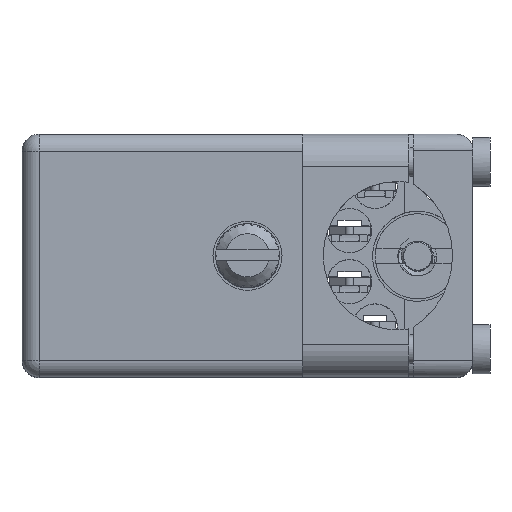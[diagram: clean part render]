
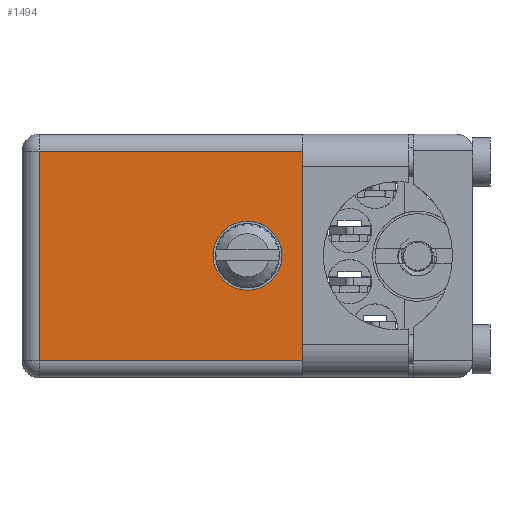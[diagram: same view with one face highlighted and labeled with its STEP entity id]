
A CAD part, top view. The second image highlights one B-rep face of the part: STEP entity #1494.
In plain terms, the highlighted face is planar.
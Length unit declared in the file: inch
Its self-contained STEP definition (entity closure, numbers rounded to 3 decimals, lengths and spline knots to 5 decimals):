
#1494 = ADVANCED_FACE ( 'NONE', ( #93816, #23976 ), #152069, .T. ) ;
#1611 = ORIENTED_EDGE ( 'NONE', *, *, #41283, .T. ) ;
#4937 = CARTESIAN_POINT ( 'NONE',  ( 0.2025, 0.806, 0.245 ) ) ;
#8177 = LINE ( 'NONE', #172681, #77932 ) ;
#13667 = CARTESIAN_POINT ( 'NONE',  ( 0.4875, 0.806, 0.3075 ) ) ;
#16028 = VECTOR ( 'NONE', #138679, 39.37008 ) ;
#16310 = DIRECTION ( 'NONE',  ( -1., 0., 0. ) ) ;
#18783 = VECTOR ( 'NONE', #145763, 39.37008 ) ;
#21770 = VERTEX_POINT ( 'NONE', #60836 ) ;
#22515 = EDGE_CURVE ( 'NONE', #108477, #156520, #8177, .T. ) ;
#23976 = FACE_BOUND ( 'NONE', #166294, .T. ) ;
#27507 = VECTOR ( 'NONE', #180249, 39.37008 ) ;
#29770 = DIRECTION ( 'NONE',  ( 1., 0., 0. ) ) ;
#29978 = CARTESIAN_POINT ( 'NONE',  ( 0., 0.806, 0.1015 ) ) ;
#33461 = CARTESIAN_POINT ( 'NONE',  ( 0.2025, 0.806, -0.245 ) ) ;
#40668 = CARTESIAN_POINT ( 'NONE',  ( -0.6125, 0.806, -0.3575 ) ) ;
#41283 = EDGE_CURVE ( 'NONE', #102082, #108477, #47979, .T. ) ;
#42924 = ORIENTED_EDGE ( 'NONE', *, *, #141882, .F. ) ;
#47979 = LINE ( 'NONE', #4937, #165820 ) ;
#49749 = VERTEX_POINT ( 'NONE', #119331 ) ;
#51364 = VERTEX_POINT ( 'NONE', #79272 ) ;
#53612 = LINE ( 'NONE', #13667, #125940 ) ;
#60836 = CARTESIAN_POINT ( 'NONE',  ( -0.6125, 0.806, 0.3075 ) ) ;
#61253 = AXIS2_PLACEMENT_3D ( 'NONE', #129699, #174726, #190228 ) ;
#62523 = EDGE_CURVE ( 'NONE', #49749, #173494, #81184, .T. ) ;
#66250 = CARTESIAN_POINT ( 'NONE',  ( 0.4875, 0.806, 0.3075 ) ) ;
#66664 = LINE ( 'NONE', #130398, #18783 ) ;
#67901 = CARTESIAN_POINT ( 'NONE',  ( 0.4875, 0.806, -0.245 ) ) ;
#77932 = VECTOR ( 'NONE', #192720, 39.37008 ) ;
#79272 = CARTESIAN_POINT ( 'NONE',  ( 0.4875, 0.806, -0.3075 ) ) ;
#81184 = CIRCLE ( 'NONE', #61253, 0.1015 ) ;
#84347 = CARTESIAN_POINT ( 'NONE',  ( 0., 0.806, 0. ) ) ;
#85041 = DIRECTION ( 'NONE',  ( 0., 0., 1. ) ) ;
#85880 = EDGE_CURVE ( 'NONE', #124382, #102082, #112082, .T. ) ;
#88448 = ORIENTED_EDGE ( 'NONE', *, *, #127450, .F. ) ;
#93816 = FACE_OUTER_BOUND ( 'NONE', #156180, .T. ) ;
#97796 = LINE ( 'NONE', #170347, #16028 ) ;
#98271 = ORIENTED_EDGE ( 'NONE', *, *, #155169, .T. ) ;
#102082 = VERTEX_POINT ( 'NONE', #168007 ) ;
#103868 = ORIENTED_EDGE ( 'NONE', *, *, #62523, .F. ) ;
#108477 = VERTEX_POINT ( 'NONE', #33461 ) ;
#112082 = LINE ( 'NONE', #118815, #114364 ) ;
#113753 = CARTESIAN_POINT ( 'NONE',  ( 0.4875, 0.806, 0.245 ) ) ;
#114364 = VECTOR ( 'NONE', #196690, 39.37008 ) ;
#118815 = CARTESIAN_POINT ( 'NONE',  ( 0.2025, 0.806, 0.245 ) ) ;
#119331 = CARTESIAN_POINT ( 'NONE',  ( 0., 0.806, -0.1015 ) ) ;
#122568 = DIRECTION ( 'NONE',  ( 0., 1., 0. ) ) ;
#122977 = EDGE_CURVE ( 'NONE', #21770, #157220, #53612, .T. ) ;
#123219 = CARTESIAN_POINT ( 'NONE',  ( -0.6625, 0.806, -0.3575 ) ) ;
#124382 = VERTEX_POINT ( 'NONE', #113753 ) ;
#124869 = VECTOR ( 'NONE', #85041, 39.37008 ) ;
#125047 = CARTESIAN_POINT ( 'NONE',  ( -0.6125, 0.806, -0.3075 ) ) ;
#125940 = VECTOR ( 'NONE', #29770, 39.37008 ) ;
#127450 = EDGE_CURVE ( 'NONE', #124382, #157220, #97796, .T. ) ;
#128990 = ORIENTED_EDGE ( 'NONE', *, *, #22515, .T. ) ;
#129699 = CARTESIAN_POINT ( 'NONE',  ( 0., 0.806, 0. ) ) ;
#130398 = CARTESIAN_POINT ( 'NONE',  ( -0.6625, 0.806, -0.3075 ) ) ;
#133418 = LINE ( 'NONE', #133817, #27507 ) ;
#133817 = CARTESIAN_POINT ( 'NONE',  ( 0.4875, 0.806, -0.3575 ) ) ;
#135822 = ORIENTED_EDGE ( 'NONE', *, *, #141329, .T. ) ;
#138679 = DIRECTION ( 'NONE',  ( 0., 0., 1. ) ) ;
#141329 = EDGE_CURVE ( 'NONE', #51364, #172953, #66664, .T. ) ;
#141882 = EDGE_CURVE ( 'NONE', #173494, #49749, #153192, .T. ) ;
#145763 = DIRECTION ( 'NONE',  ( -1., 0., 0. ) ) ;
#150484 = ORIENTED_EDGE ( 'NONE', *, *, #85880, .T. ) ;
#152069 = PLANE ( 'NONE',  #155887 ) ;
#153192 = CIRCLE ( 'NONE', #165442, 0.1015 ) ;
#155169 = EDGE_CURVE ( 'NONE', #172953, #21770, #165642, .T. ) ;
#155887 = AXIS2_PLACEMENT_3D ( 'NONE', #123219, #122568, #16310 ) ;
#156180 = EDGE_LOOP ( 'NONE', ( #98271, #166747, #88448, #150484, #1611, #128990, #166198, #135822 ) ) ;
#156520 = VERTEX_POINT ( 'NONE', #67901 ) ;
#157220 = VERTEX_POINT ( 'NONE', #66250 ) ;
#161438 = DIRECTION ( 'NONE',  ( 0., 0., -1. ) ) ;
#162336 = DIRECTION ( 'NONE',  ( 0., 0., 1. ) ) ;
#165442 = AXIS2_PLACEMENT_3D ( 'NONE', #84347, #190691, #162336 ) ;
#165642 = LINE ( 'NONE', #40668, #124869 ) ;
#165820 = VECTOR ( 'NONE', #161438, 39.37008 ) ;
#166198 = ORIENTED_EDGE ( 'NONE', *, *, #179646, .F. ) ;
#166294 = EDGE_LOOP ( 'NONE', ( #42924, #103868 ) ) ;
#166747 = ORIENTED_EDGE ( 'NONE', *, *, #122977, .T. ) ;
#168007 = CARTESIAN_POINT ( 'NONE',  ( 0.2025, 0.806, 0.245 ) ) ;
#170347 = CARTESIAN_POINT ( 'NONE',  ( 0.4875, 0.806, -0.3575 ) ) ;
#172681 = CARTESIAN_POINT ( 'NONE',  ( 0.2025, 0.806, -0.245 ) ) ;
#172953 = VERTEX_POINT ( 'NONE', #125047 ) ;
#173494 = VERTEX_POINT ( 'NONE', #29978 ) ;
#174726 = DIRECTION ( 'NONE',  ( 0., 1., 0. ) ) ;
#179646 = EDGE_CURVE ( 'NONE', #51364, #156520, #133418, .T. ) ;
#180249 = DIRECTION ( 'NONE',  ( 0., 0., 1. ) ) ;
#190228 = DIRECTION ( 'NONE',  ( 0., 0., 1. ) ) ;
#190691 = DIRECTION ( 'NONE',  ( 0., 1., 0. ) ) ;
#192720 = DIRECTION ( 'NONE',  ( 1., 0., 0. ) ) ;
#196690 = DIRECTION ( 'NONE',  ( -1., 0., 0. ) ) ;
